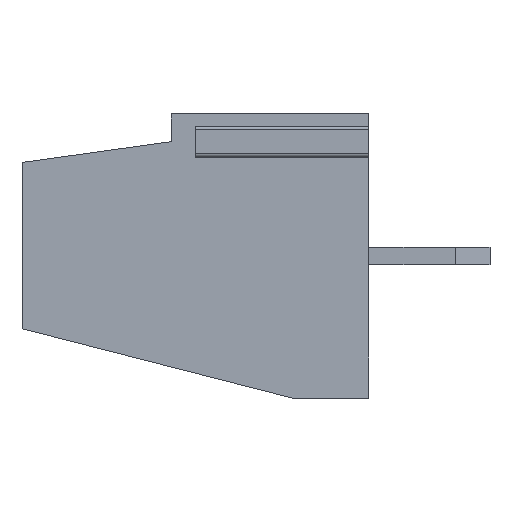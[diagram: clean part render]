
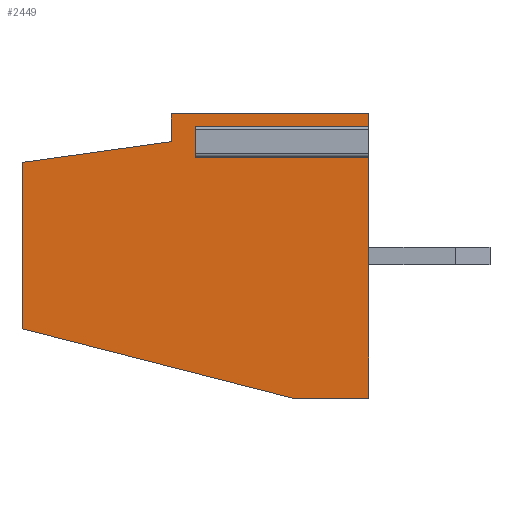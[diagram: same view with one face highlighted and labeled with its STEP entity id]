
A CAD part, left-side view. The second image highlights one B-rep face of the part: STEP entity #2449.
In plain terms, the highlighted planar face has unit normal (-1, 0, 0).
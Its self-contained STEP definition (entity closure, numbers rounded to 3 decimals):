
#72=DIRECTION('',(0.,0.,1.));
#73=VECTOR('',#72,0.85);
#74=CARTESIAN_POINT('',(-10.16,2.25,-1.225));
#75=LINE('',#74,#73);
#76=DIRECTION('',(0.,-1.,0.));
#77=VECTOR('',#76,5.);
#78=CARTESIAN_POINT('',(-10.16,2.25,-1.225));
#79=LINE('',#78,#77);
#80=DIRECTION('',(0.,0.,-1.));
#81=VECTOR('',#80,6.975);
#82=CARTESIAN_POINT('',(-10.16,-2.75,-1.225));
#83=LINE('',#82,#81);
#84=DIRECTION('',(0.,1.,0.));
#85=VECTOR('',#84,2.2);
#86=CARTESIAN_POINT('',(-10.16,-2.75,-8.2));
#87=LINE('',#86,#85);
#88=DIRECTION('',(0.,0.969,0.248));
#89=VECTOR('',#88,8.052);
#90=CARTESIAN_POINT('',(-10.16,-0.55,-8.2));
#91=LINE('',#90,#89);
#92=DIRECTION('',(0.,0.,1.));
#93=VECTOR('',#92,4.8);
#94=CARTESIAN_POINT('',(-10.16,7.25,-6.2));
#95=LINE('',#94,#93);
#96=DIRECTION('',(0.,-0.99,0.138));
#97=VECTOR('',#96,4.342);
#98=CARTESIAN_POINT('',(-10.16,7.25,-1.4));
#99=LINE('',#98,#97);
#100=DIRECTION('',(0.,0.,1.));
#101=VECTOR('',#100,0.8);
#102=CARTESIAN_POINT('',(-10.16,2.95,-0.8));
#103=LINE('',#102,#101);
#104=DIRECTION('',(0.,-1.,0.));
#105=VECTOR('',#104,5.7);
#106=CARTESIAN_POINT('',(-10.16,2.95,0.));
#107=LINE('',#106,#105);
#108=DIRECTION('',(0.,0.,-1.));
#109=VECTOR('',#108,0.375);
#110=CARTESIAN_POINT('',(-10.16,-2.75,0.));
#111=LINE('',#110,#109);
#112=DIRECTION('',(0.,-1.,0.));
#113=VECTOR('',#112,5.);
#114=CARTESIAN_POINT('',(-10.16,2.25,-0.375));
#115=LINE('',#114,#113);
#1848=CARTESIAN_POINT('',(-10.16,-2.75,-8.2));
#1849=CARTESIAN_POINT('',(-10.16,-0.55,-8.2));
#1850=VERTEX_POINT('',#1848);
#1851=VERTEX_POINT('',#1849);
#1852=CARTESIAN_POINT('',(-10.16,7.25,-6.2));
#1853=VERTEX_POINT('',#1852);
#1854=CARTESIAN_POINT('',(-10.16,7.25,-1.4));
#1855=VERTEX_POINT('',#1854);
#1856=CARTESIAN_POINT('',(-10.16,2.95,-0.8));
#1857=VERTEX_POINT('',#1856);
#1858=CARTESIAN_POINT('',(-10.16,2.95,0.));
#1859=VERTEX_POINT('',#1858);
#1860=CARTESIAN_POINT('',(-10.16,-2.75,0.));
#1861=VERTEX_POINT('',#1860);
#1924=CARTESIAN_POINT('',(-10.16,2.25,-1.225));
#1925=CARTESIAN_POINT('',(-10.16,2.25,-0.375));
#1926=VERTEX_POINT('',#1924);
#1927=VERTEX_POINT('',#1925);
#1928=CARTESIAN_POINT('',(-10.16,-2.75,-1.225));
#1929=VERTEX_POINT('',#1928);
#1930=CARTESIAN_POINT('',(-10.16,-2.75,-0.375));
#1931=VERTEX_POINT('',#1930);
#2420=CARTESIAN_POINT('',(-10.16,0.,0.));
#2421=DIRECTION('',(1.,0.,0.));
#2422=DIRECTION('',(0.,0.,-1.));
#2423=AXIS2_PLACEMENT_3D('',#2420,#2421,#2422);
#2424=PLANE('',#2423);
#2426=ORIENTED_EDGE('',*,*,#2425,.F.);
#2428=ORIENTED_EDGE('',*,*,#2427,.T.);
#2430=ORIENTED_EDGE('',*,*,#2429,.T.);
#2432=ORIENTED_EDGE('',*,*,#2431,.T.);
#2434=ORIENTED_EDGE('',*,*,#2433,.T.);
#2436=ORIENTED_EDGE('',*,*,#2435,.T.);
#2438=ORIENTED_EDGE('',*,*,#2437,.T.);
#2440=ORIENTED_EDGE('',*,*,#2439,.T.);
#2442=ORIENTED_EDGE('',*,*,#2441,.T.);
#2444=ORIENTED_EDGE('',*,*,#2443,.T.);
#2446=ORIENTED_EDGE('',*,*,#2445,.F.);
#2447=EDGE_LOOP('',(#2426,#2428,#2430,#2432,#2434,#2436,#2438,#2440,#2442,#2444,
#2446));
#2448=FACE_OUTER_BOUND('',#2447,.F.);
#2449=ADVANCED_FACE('',(#2448),#2424,.F.);
#2425=EDGE_CURVE('',#1926,#1927,#75,.T.);
#2427=EDGE_CURVE('',#1926,#1929,#79,.T.);
#2429=EDGE_CURVE('',#1929,#1850,#83,.T.);
#2431=EDGE_CURVE('',#1850,#1851,#87,.T.);
#2433=EDGE_CURVE('',#1851,#1853,#91,.T.);
#2435=EDGE_CURVE('',#1853,#1855,#95,.T.);
#2437=EDGE_CURVE('',#1855,#1857,#99,.T.);
#2439=EDGE_CURVE('',#1857,#1859,#103,.T.);
#2441=EDGE_CURVE('',#1859,#1861,#107,.T.);
#2443=EDGE_CURVE('',#1861,#1931,#111,.T.);
#2445=EDGE_CURVE('',#1927,#1931,#115,.T.);
